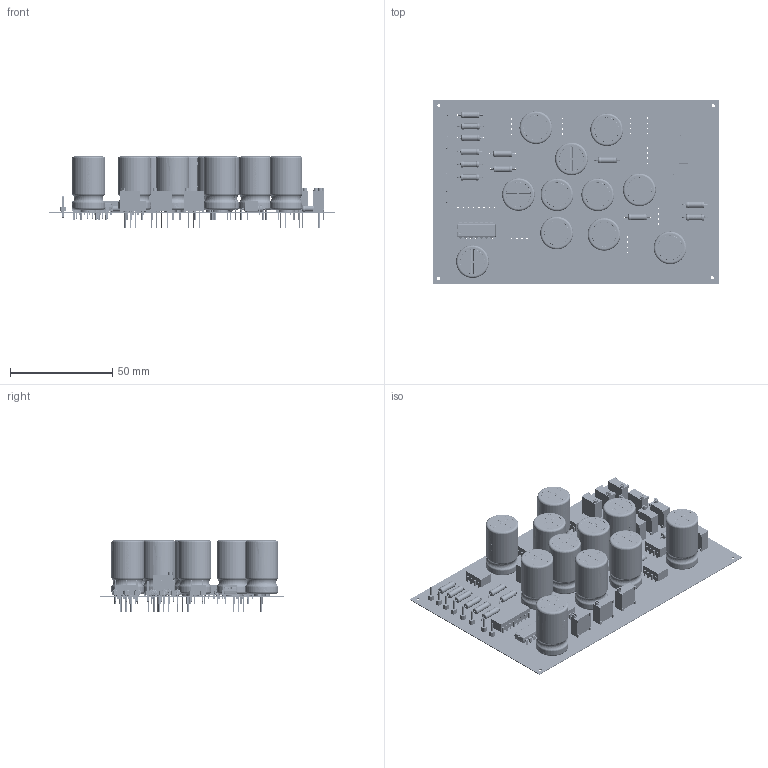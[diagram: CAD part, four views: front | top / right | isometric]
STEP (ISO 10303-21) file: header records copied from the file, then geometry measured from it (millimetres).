
FILE_DESCRIPTION(('Open CASCADE Model'),'2;1');
FILE_NAME('Open CASCADE Shape Model','2023-02-18T16:44:59',('Author'),( 'Open CASCADE'),'Open CASCADE STEP processor 6.8','Open CASCADE 6.8' ,'Unknown');
FILE_SCHEMA(('AUTOMOTIVE_DESIGN { 1 0 10303 214 1 1 1 1 }'));
Length unit declared in the file: millimetre
Products named in the file (102): PCB; Board; Open CASCADE STEP translator 6.8 1.1.1; VR14; 6039849728; VR13; 6039849568; VR12; 6039849488; VR11; VR10; VR9; VR8; VR6; VR5; VR4; VR3; VR2; VR1; U9; 6136423200; Extruded; 6136423040; 6136422880; 6136422720; U8; NFF0014A; BODY_N14A; LEAD_N14A; U7; 6135204720; 6135204560; 6135204400; 6135202560; U6; 6136433520; 6136433360; 6136433200; 6136431360; U5 ...
Assembly tree (364 placements, depth 4):
  PCB
    Board
      Open CASCADE STEP translator 6.8 1.1.1
    VR14
      6039849728
    VR13
      6039849568
    VR12
      6039849488
    VR11
      6039849488
    VR10
      6039849488
    VR9
      6039849568
    VR8
      6039849568
    VR6
      6039849728
    VR5
      6039849728
    VR4
      6039849568
    VR3
      6039849568
    VR2
      6039849728
    VR1
      6039849728
    U9
      6136423200
        Extruded
      6136423040  x16
        Extruded
      6136422880  x16
        Extruded
      6136422720  x16
        Extruded
    U8
      NFF0014A
        BODY_N14A
        LEAD_N14A  x14
    U7
      6135204720  x8
        Extruded
      6135204560  x8
        Extruded
      6135204400  x8
        Extruded
      6135202560
        Extruded
    U6
      6136433520  x8
        Extruded
      6136433360  x8
        Extruded
      6136433200  x8
        Extruded
      6136431360
        Extruded
Bounding box: 139.83 x 89.41 x 34.72 mm (x, y, z)
Volume: 70771.5 mm3; surface area: 72476 mm2
Topology: 623 solids, 623 shells, 7774 faces, 18879 edges, 12415 vertices
Faces by surface type: plane 3832, bspline 1967, cylinder 1350, torus 571, sphere 54
Full cylindrical faces by diameter (mm): 0.54 x48, 0.6 x24, 0.7 x24, 0.71 x39, 0.8 x38, 0.9 x70, 1 x22, 1.02 x8, 1.5 x4, 2.9 x12, 3.1 x24, 12 x22
Entity records: 37141 total; most frequent: CARTESIAN_POINT 10086, DIRECTION 5045, ORIENTED_EDGE 4766, EDGE_CURVE 2383, AXIS2_PLACEMENT_3D 1938, VERTEX_POINT 1565, FACE_BOUND 1328, EDGE_LOOP 1328
